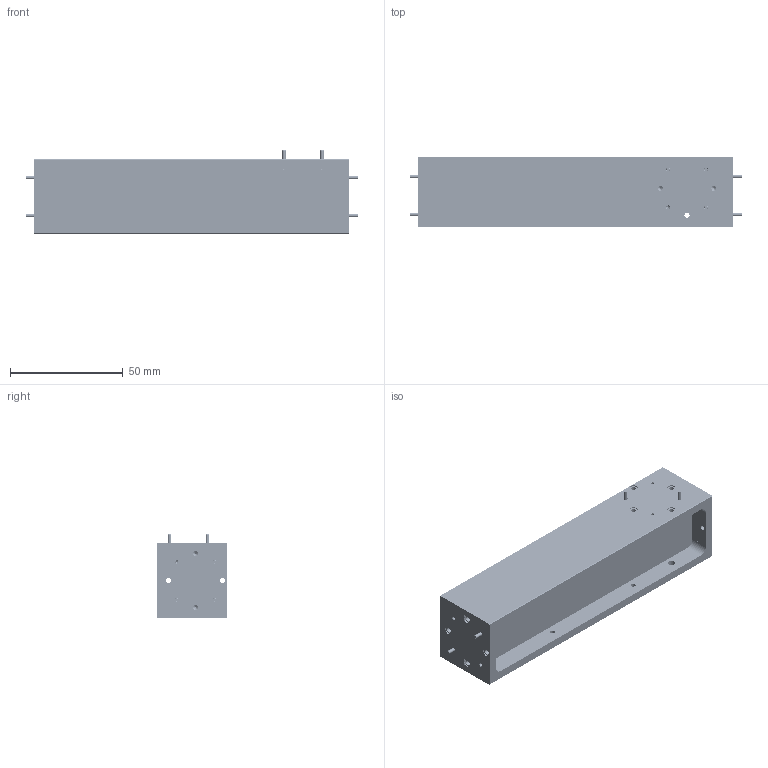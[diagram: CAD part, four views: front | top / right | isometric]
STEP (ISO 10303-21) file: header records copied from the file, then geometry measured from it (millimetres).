
FILE_DESCRIPTION (( 'STEP AP203' ), '1' );
FILE_NAME ('DMWD-22-101-1, df.STEP', '2017-06-08T22:48:01', ( '' ), ( '' ), 'SwSTEP 2.0', 'SolidWorks 2013', '' );
FILE_SCHEMA (( 'CONFIG_CONTROL_DESIGN' ));
Products named in the file (1): DMWD-22-101-1, df
Bounding box: 147.26 x 31.19 x 37.08 mm (x, y, z)
Volume: 89470 mm3; surface area: 52540.9 mm2
Topology: 52 solids, 52 shells, 3001 faces, 8121 edges, 5231 vertices
Faces by surface type: cylinder 2138, cone 411, plane 408, bspline 44
Entity records: 135852 total; most frequent: CARTESIAN_POINT 70622, ORIENTED_EDGE 16110, DIRECTION 11465, EDGE_CURVE 8055, VERTEX_POINT 5231, AXIS2_PLACEMENT_3D 4230, EDGE_LOOP 3206, LINE 3005
